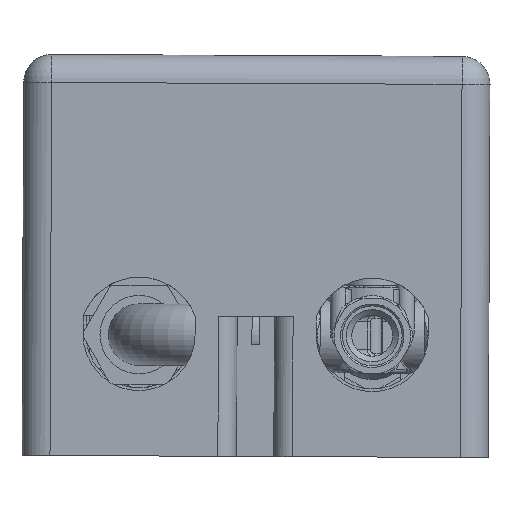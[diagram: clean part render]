
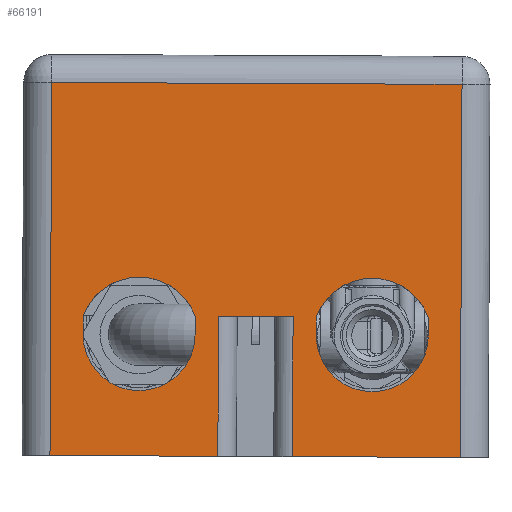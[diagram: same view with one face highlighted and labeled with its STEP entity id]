
A CAD part, front view. The second image highlights one B-rep face of the part: STEP entity #66191.
In plain terms, the highlighted planar face has unit normal (0, -1, 0).
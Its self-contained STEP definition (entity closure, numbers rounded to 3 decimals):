
#544=FACE_BOUND('',#9477,.T.);
#545=FACE_BOUND('',#9478,.T.);
#5752=FACE_OUTER_BOUND('',#9476,.T.);
#9476=EDGE_LOOP('',(#54883,#54884,#54885,#54886,#54887,#54888,#54889,#54890));
#9477=EDGE_LOOP('',(#54891,#54892,#54893,#54894));
#9478=EDGE_LOOP('',(#54895,#54896,#54897,#54898));
#10736=CIRCLE('',#67653,3.2);
#10739=CIRCLE('',#67667,3.2);
#11987=CIRCLE('',#70908,3.);
#11991=CIRCLE('',#70923,3.);
#13503=LINE('',#95075,#19786);
#13623=LINE('',#95511,#19906);
#17691=LINE('',#107452,#23974);
#17694=LINE('',#107460,#23977);
#17697=LINE('',#107471,#23980);
#17699=LINE('',#107476,#23982);
#17709=LINE('',#107496,#23992);
#17710=LINE('',#107499,#23993);
#17718=LINE('',#107518,#24001);
#17721=LINE('',#107522,#24004);
#17735=LINE('',#107561,#24018);
#17745=LINE('',#107591,#24028);
#19786=VECTOR('',#73939,4.);
#19906=VECTOR('',#74301,22.);
#23974=VECTOR('',#84715,7.5);
#23977=VECTOR('',#84724,9.);
#23980=VECTOR('',#84733,9.);
#23982=VECTOR('',#84739,7.5);
#23992=VECTOR('',#84759,20.);
#23993=VECTOR('',#84762,1.);
#24001=VECTOR('',#84780,1.);
#24004=VECTOR('',#84785,20.);
#24018=VECTOR('',#84835,1.);
#24028=VECTOR('',#84881,1.);
#26121=VERTEX_POINT('',#95069);
#26123=VERTEX_POINT('',#95073);
#26200=VERTEX_POINT('',#95404);
#26201=VERTEX_POINT('',#95406);
#26212=VERTEX_POINT('',#95446);
#26213=VERTEX_POINT('',#95448);
#26231=VERTEX_POINT('',#95503);
#26234=VERTEX_POINT('',#95510);
#29719=VERTEX_POINT('',#107451);
#29721=VERTEX_POINT('',#107459);
#29725=VERTEX_POINT('',#107468);
#29726=VERTEX_POINT('',#107470);
#29733=VERTEX_POINT('',#107498);
#29739=VERTEX_POINT('',#107517);
#29746=VERTEX_POINT('',#107559);
#29748=VERTEX_POINT('',#107587);
#32810=EDGE_CURVE('',#26123,#26121,#13503,.T.);
#32933=EDGE_CURVE('',#26201,#26200,#10736,.T.);
#32955=EDGE_CURVE('',#26213,#26212,#10739,.T.);
#32985=EDGE_CURVE('',#26231,#26234,#13623,.T.);
#38323=EDGE_CURVE('',#26121,#29719,#17691,.T.);
#38327=EDGE_CURVE('',#29719,#29721,#17694,.T.);
#38333=EDGE_CURVE('',#29725,#29726,#17697,.T.);
#38336=EDGE_CURVE('',#29726,#26123,#17699,.T.);
#38346=EDGE_CURVE('',#29725,#26234,#17709,.T.);
#38347=EDGE_CURVE('',#29733,#26213,#17710,.T.);
#38357=EDGE_CURVE('',#29739,#26201,#17718,.T.);
#38360=EDGE_CURVE('',#29721,#26231,#17721,.T.);
#38378=EDGE_CURVE('',#26212,#29746,#17735,.T.);
#38379=EDGE_CURVE('',#29746,#29733,#11987,.T.);
#38391=EDGE_CURVE('',#29748,#29739,#11991,.T.);
#38393=EDGE_CURVE('',#26200,#29748,#17745,.T.);
#54883=ORIENTED_EDGE('',*,*,#38346,.T.);
#54884=ORIENTED_EDGE('',*,*,#32985,.F.);
#54885=ORIENTED_EDGE('',*,*,#38360,.F.);
#54886=ORIENTED_EDGE('',*,*,#38327,.F.);
#54887=ORIENTED_EDGE('',*,*,#38323,.F.);
#54888=ORIENTED_EDGE('',*,*,#32810,.F.);
#54889=ORIENTED_EDGE('',*,*,#38336,.F.);
#54890=ORIENTED_EDGE('',*,*,#38333,.F.);
#54891=ORIENTED_EDGE('',*,*,#38378,.T.);
#54892=ORIENTED_EDGE('',*,*,#38379,.T.);
#54893=ORIENTED_EDGE('',*,*,#38347,.T.);
#54894=ORIENTED_EDGE('',*,*,#32955,.T.);
#54895=ORIENTED_EDGE('',*,*,#38393,.T.);
#54896=ORIENTED_EDGE('',*,*,#38391,.T.);
#54897=ORIENTED_EDGE('',*,*,#38357,.T.);
#54898=ORIENTED_EDGE('',*,*,#32933,.T.);
#61364=PLANE('',#70941);
#66191=ADVANCED_FACE('',(#5752,#544,#545),#61364,.T.);
#67653=AXIS2_PLACEMENT_3D('',#95407,#74187,#74188);
#67667=AXIS2_PLACEMENT_3D('',#95449,#74231,#74232);
#70908=AXIS2_PLACEMENT_3D('',#107563,#84838,#84839);
#70923=AXIS2_PLACEMENT_3D('',#107588,#84876,#84877);
#70941=AXIS2_PLACEMENT_3D('',#107616,#84922,#84923);
#73939=DIRECTION('',(-1.,0.,0.005));
#74187=DIRECTION('center_axis',(0.,1.,0.));
#74188=DIRECTION('ref_axis',(-0.936,0.,0.352));
#74231=DIRECTION('center_axis',(0.,1.,0.));
#74232=DIRECTION('ref_axis',(0.939,0.,0.344));
#74301=DIRECTION('',(1.,0.,-0.005));
#84715=DIRECTION('',(-0.005,0.,-1.));
#84724=DIRECTION('',(-1.,0.,0.005));
#84733=DIRECTION('',(-1.,0.,0.005));
#84739=DIRECTION('',(0.005,0.,1.));
#84759=DIRECTION('',(0.005,0.,1.));
#84762=DIRECTION('',(0.005,0.,1.));
#84780=DIRECTION('',(0.005,0.,1.));
#84785=DIRECTION('',(0.005,0.,1.));
#84835=DIRECTION('',(-0.005,0.,-1.));
#84838=DIRECTION('center_axis',(0.,1.,0.));
#84839=DIRECTION('ref_axis',(1.,0.,-0.005));
#84876=DIRECTION('center_axis',(0.,1.,0.));
#84877=DIRECTION('ref_axis',(-1.,0.,0.005));
#84881=DIRECTION('',(-0.005,0.,-1.));
#84922=DIRECTION('center_axis',(0.,-1.,0.));
#84923=DIRECTION('ref_axis',(-0.005,0.,-1.));
#95069=CARTESIAN_POINT('',(3.895,-6.148,41.322));
#95073=CARTESIAN_POINT('',(7.895,-6.148,41.304));
#95075=CARTESIAN_POINT('',(18.394,-6.148,41.256));
#95404=CARTESIAN_POINT('',(2.645,-6.148,41.328));
#95406=CARTESIAN_POINT('',(-3.355,-6.148,41.355));
#95407=CARTESIAN_POINT('Origin',(-0.36,-6.148,40.228));
#95446=CARTESIAN_POINT('',(15.144,-6.148,41.271));
#95448=CARTESIAN_POINT('',(9.145,-6.148,41.298));
#95449=CARTESIAN_POINT('Origin',(12.139,-6.148,40.171));
#95503=CARTESIAN_POINT('',(-5.048,-6.148,53.863));
#95510=CARTESIAN_POINT('',(16.952,-6.148,53.763));
#95511=CARTESIAN_POINT('',(12.202,-6.148,53.784));
#107451=CARTESIAN_POINT('',(3.86,-6.148,33.822));
#107452=CARTESIAN_POINT('',(3.88,-6.148,38.072));
#107459=CARTESIAN_POINT('',(-5.14,-6.148,33.864));
#107460=CARTESIAN_POINT('',(16.86,-6.148,33.763));
#107468=CARTESIAN_POINT('',(16.86,-6.148,33.763));
#107470=CARTESIAN_POINT('',(7.86,-6.148,33.804));
#107471=CARTESIAN_POINT('',(16.86,-6.148,33.763));
#107476=CARTESIAN_POINT('',(7.88,-6.148,38.054));
#107496=CARTESIAN_POINT('',(16.86,-6.148,33.763));
#107498=CARTESIAN_POINT('',(9.14,-6.148,40.298));
#107499=CARTESIAN_POINT('',(9.125,-6.148,37.048));
#107517=CARTESIAN_POINT('',(-3.36,-6.148,40.355));
#107518=CARTESIAN_POINT('',(-3.37,-6.148,38.105));
#107522=CARTESIAN_POINT('',(-5.14,-6.148,33.864));
#107559=CARTESIAN_POINT('',(15.14,-6.148,40.271));
#107561=CARTESIAN_POINT('',(15.13,-6.148,38.021));
#107563=CARTESIAN_POINT('Origin',(12.14,-6.148,40.284));
#107587=CARTESIAN_POINT('',(2.64,-6.148,40.328));
#107588=CARTESIAN_POINT('Origin',(-0.36,-6.148,
40.342));
#107591=CARTESIAN_POINT('',(2.625,-6.148,37.078));
#107616=CARTESIAN_POINT('Origin',(16.86,-6.148,33.763));
